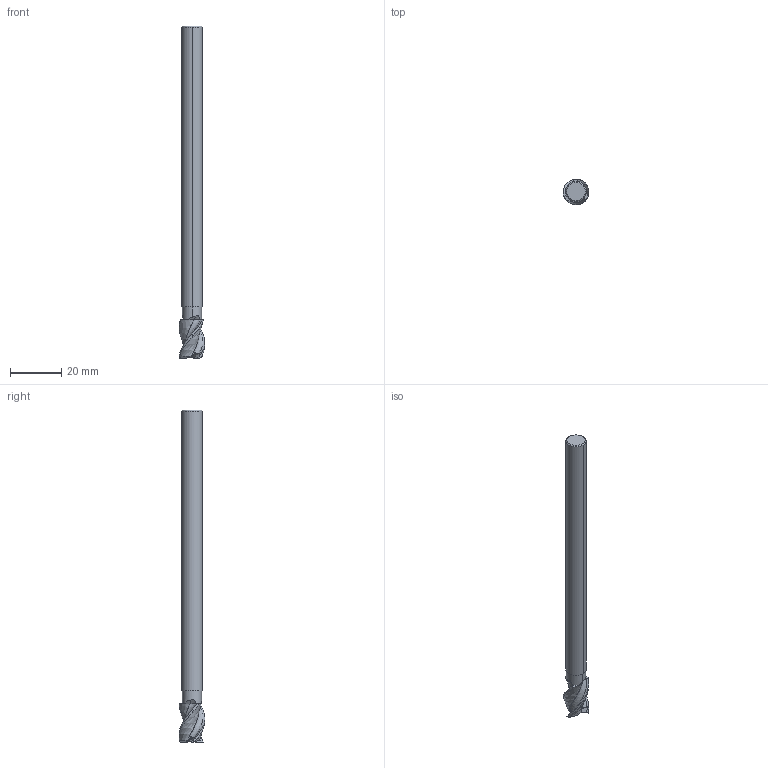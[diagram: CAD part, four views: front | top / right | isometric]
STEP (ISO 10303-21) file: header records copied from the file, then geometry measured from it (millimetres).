
FILE_DESCRIPTION(('no description'),'unknown implementation level');
FILE_NAME('solid8Bf10TJ9_8bFosNWCdCcmgLrTdg_1.STP',' ',('CIM GmbH Aachen'),('CADClick - KiM GmbH - www.kimweb.de'),'unknown preprocess','ACIS','unknown authorization');
FILE_SCHEMA(('automotive_design'));
Length unit declared in the file: millimetre
Products named in the file (2): 1; 2
Bounding box: 9.99 x 10 x 130 mm (x, y, z)
Volume: 6363.6 mm3; surface area: 3903.7 mm2
Topology: 2 solids, 2 shells, 83 faces, 241 edges, 162 vertices
Faces by surface type: plane 39, cylinder 15, bspline 15, cone 8, revolution 6
Entity records: 10221 total; most frequent: CARTESIAN_POINT 5431, STYLED_ITEM 488, PRESENTATION_STYLE_ASSIGNMENT 488, COLOUR_RGB 488, ORIENTED_EDGE 482, DIRECTION 367, EDGE_CURVE 241, CURVE_STYLE 241
